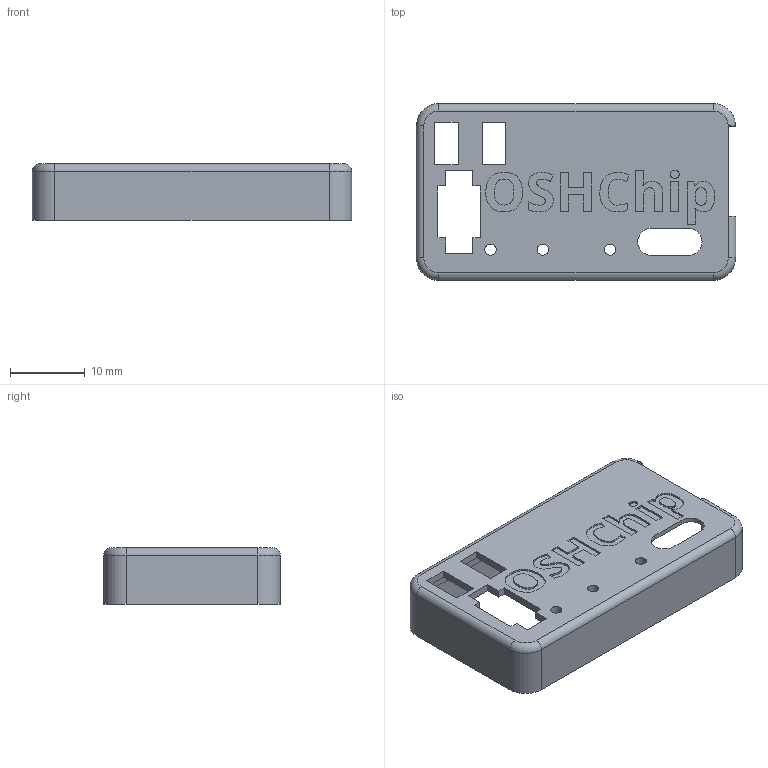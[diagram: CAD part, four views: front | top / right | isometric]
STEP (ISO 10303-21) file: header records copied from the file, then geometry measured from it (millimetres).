
FILE_DESCRIPTION( ( '' ), ' ' );
FILE_NAME( '5a59ac78bdcb410f4b124ba2.step', '2018-01-13T06:51:36', ( '' ), ( '' ), ' ', ' ', ' ' );
FILE_SCHEMA( ( 'AUTOMOTIVE_DESIGN { 1 0 10303 214 1 1 1 1 }' ) );
Length unit declared in the file: metre
Products named in the file (1): Top Case
Bounding box: 42.7 x 23.65 x 7.57 mm (x, y, z)
Volume: 1804.6 mm3; surface area: 3709.4 mm2
Topology: 1 solids, 1 shells, 224 faces, 609 edges, 402 vertices
Faces by surface type: plane 111, extrusion 80, cylinder 29, torus 4
Full cylindrical faces by diameter (mm): 1.5 x3, 3.5 x3
Entity records: 8927 total; most frequent: CARTESIAN_POINT 1710, ORIENTED_EDGE 1206, DIRECTION 877, EDGE_CURVE 603, VECTOR 459, VERTEX_POINT 402, LINE 379, EDGE_LOOP 259
